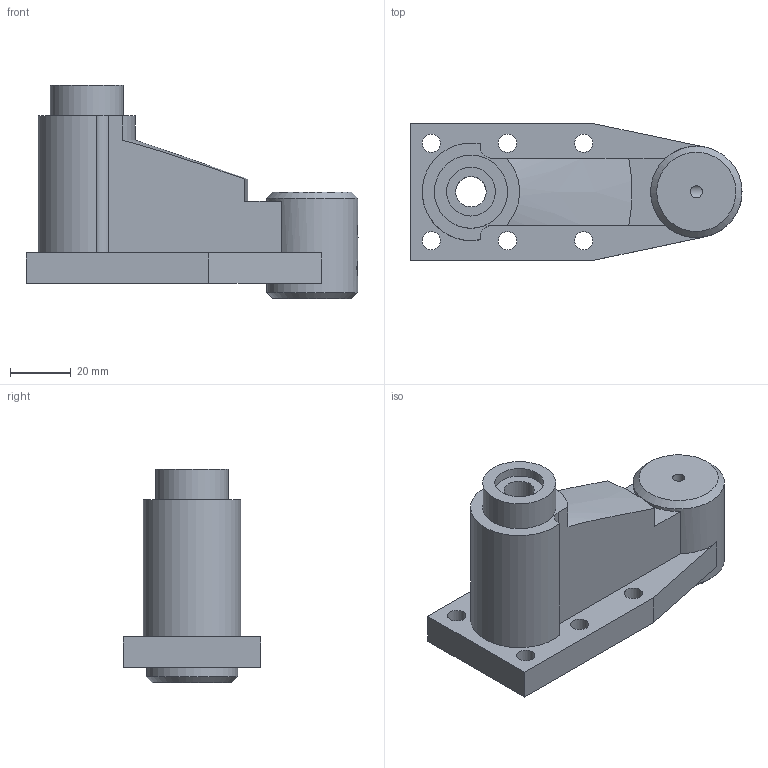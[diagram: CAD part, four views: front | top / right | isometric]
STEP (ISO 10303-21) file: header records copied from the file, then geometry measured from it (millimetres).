
FILE_DESCRIPTION(/* description */ (''),/* implementation_level */ '2;1');
FILE_NAME(/* name */ 'Part 092.stp',/* time_stamp */ '2015-02-28T18:17:59+02:00',/* author */ ('SFC'),/* organization */ (''),/* preprocessor_version */ 'ST-DEVELOPER v15.2',/* originating_system */ 'Autodesk Inventor 2014',/* authorisation */ '');
FILE_SCHEMA (('AUTOMOTIVE_DESIGN { 1 0 10303 214 3 1 1 }'));
Length unit declared in the file: millimetre
Products named in the file (1): Part 092
Bounding box: 109 x 45 x 70 mm (x, y, z)
Volume: 116853.7 mm3; surface area: 26455.2 mm2
Topology: 1 solids, 1 shells, 43 faces, 124 edges, 85 vertices
Faces by surface type: cylinder 21, plane 18, cone 4
Full cylindrical faces by diameter (mm): 4 x2, 5 x3, 6 x6, 10 x1, 13 x1, 16 x1, 24 x1, 30 x1
Entity records: 1469 total; most frequent: CARTESIAN_POINT 389, DIRECTION 214, ORIENTED_EDGE 178, EDGE_CURVE 89, EDGE_LOOP 88, AXIS2_PLACEMENT_3D 88, VERTEX_POINT 71, FACE_BOUND 56
